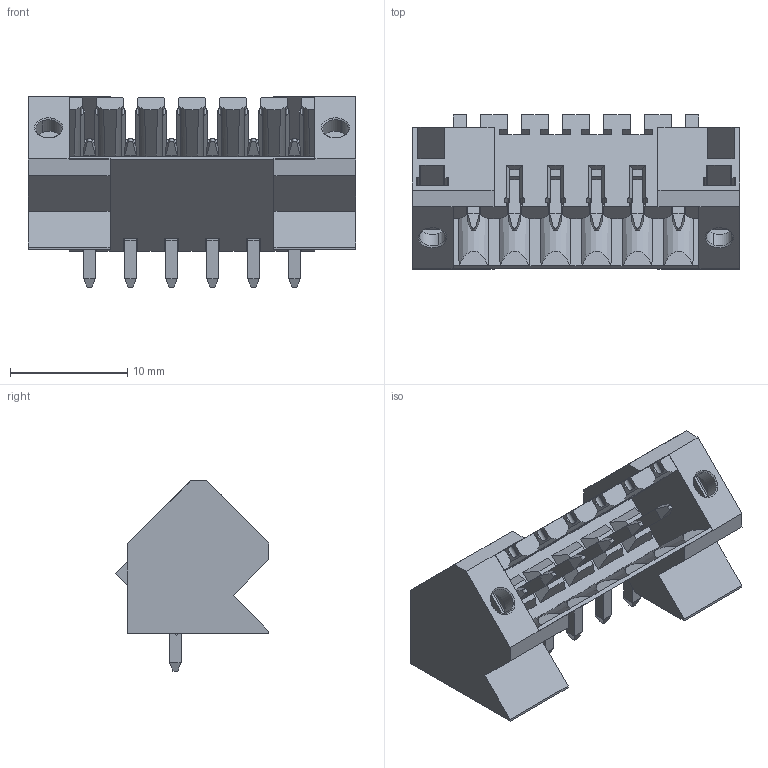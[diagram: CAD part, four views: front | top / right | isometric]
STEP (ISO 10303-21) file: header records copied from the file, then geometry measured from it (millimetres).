
FILE_DESCRIPTION(('CATIA V5R20 STEP214','CAx-IF Rec.Pracs.--- Model Styling and Organization---1.5--- 2016-08-15','CAx-IF Rec.Pracs.---Supplemental Geometry---1.0---2011-11-01','CAx-IF Rec.Pracs.--- Composite Materials ---1.1---2010-07-15'),'2;1');
FILE_NAME ('D1454201_1', '2025-02-18T10:46:06+00:00', ('Weidmueller Interface'), ('Weidmueller'), 'CATIA Version 5-6 Release 2022 SP4 HF5', 'CATIA V5 STEP AP214 v3', 'none');
FILE_SCHEMA(('AUTOMOTIVE_DESIGN { 1 0 10303 214 1 1 1 1 }'));
Length unit declared in the file: millimetre
Products named in the file (1): 1643370000
Bounding box: 28 x 13.15 x 16.25 mm (x, y, z)
Volume: 1505.2 mm3; surface area: 3015.1 mm2
Topology: 1 solids, 1 shells, 584 faces, 1615 edges, 1047 vertices
Faces by surface type: plane 474, cylinder 70, revolution 30, cone 10
Entity records: 18457 total; most frequent: CARTESIAN_POINT 4454, ORIENTED_EDGE 3230, DIRECTION 2086, EDGE_CURVE 1615, VECTOR 1273, LINE 1273, VERTEX_POINT 1047, EDGE_LOOP 602
